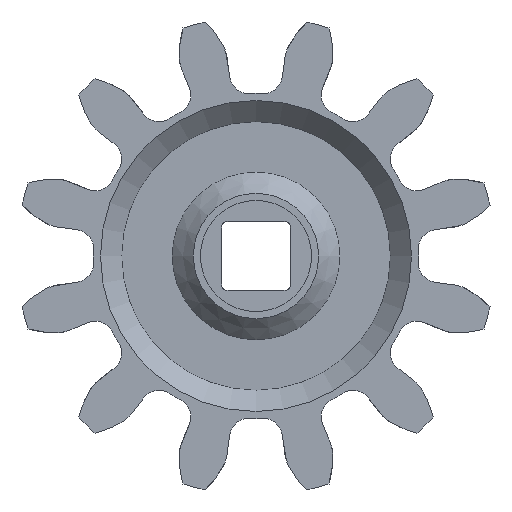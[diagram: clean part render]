
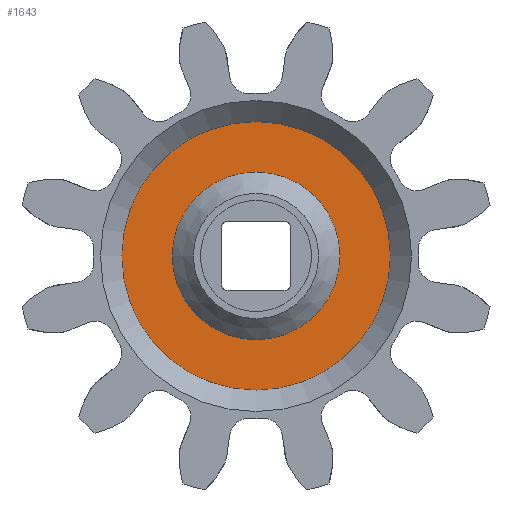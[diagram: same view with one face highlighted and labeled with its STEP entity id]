
A CAD part, front view. The second image highlights one B-rep face of the part: STEP entity #1643.
In plain terms, the highlighted planar face has unit normal (0, -1, 0).
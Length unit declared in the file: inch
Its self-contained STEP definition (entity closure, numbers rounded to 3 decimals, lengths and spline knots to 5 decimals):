
#148=FACE_BOUND('',#260,.T.);
#153=PLANE('',#1743);
#163=FACE_OUTER_BOUND('',#259,.T.);
#259=EDGE_LOOP('',(#1114));
#260=EDGE_LOOP('',(#1115));
#550=CIRCLE('',#1742,0.2975);
#551=CIRCLE('',#1744,0.47707);
#672=VERTEX_POINT('',#2411);
#673=VERTEX_POINT('',#2415);
#847=EDGE_CURVE('',#672,#672,#550,.T.);
#848=EDGE_CURVE('',#673,#673,#551,.T.);
#1114=ORIENTED_EDGE('',*,*,#848,.F.);
#1115=ORIENTED_EDGE('',*,*,#847,.F.);
#1643=ADVANCED_FACE('',(#163,#148),#153,.T.);
#1742=AXIS2_PLACEMENT_3D('',#2413,#1937,#1938);
#1743=AXIS2_PLACEMENT_3D('',#2414,#1939,#1940);
#1744=AXIS2_PLACEMENT_3D('',#2416,#1941,#1942);
#1937=DIRECTION('center_axis',(0.,-1.,0.));
#1938=DIRECTION('ref_axis',(1.,0.,0.));
#1939=DIRECTION('center_axis',(0.,-1.,0.));
#1940=DIRECTION('ref_axis',(1.,0.,0.));
#1941=DIRECTION('center_axis',(0.,1.,0.));
#1942=DIRECTION('ref_axis',(1.,0.,0.));
#2411=CARTESIAN_POINT('',(-2.85896,-0.1125,0.));
#2413=CARTESIAN_POINT('Origin',(-2.56146,-0.1125,0.));
#2414=CARTESIAN_POINT('Origin',(-2.56146,-0.1125,0.));
#2415=CARTESIAN_POINT('',(-3.03853,-0.1125,0.));
#2416=CARTESIAN_POINT('Origin',(-2.56146,-0.1125,0.));
